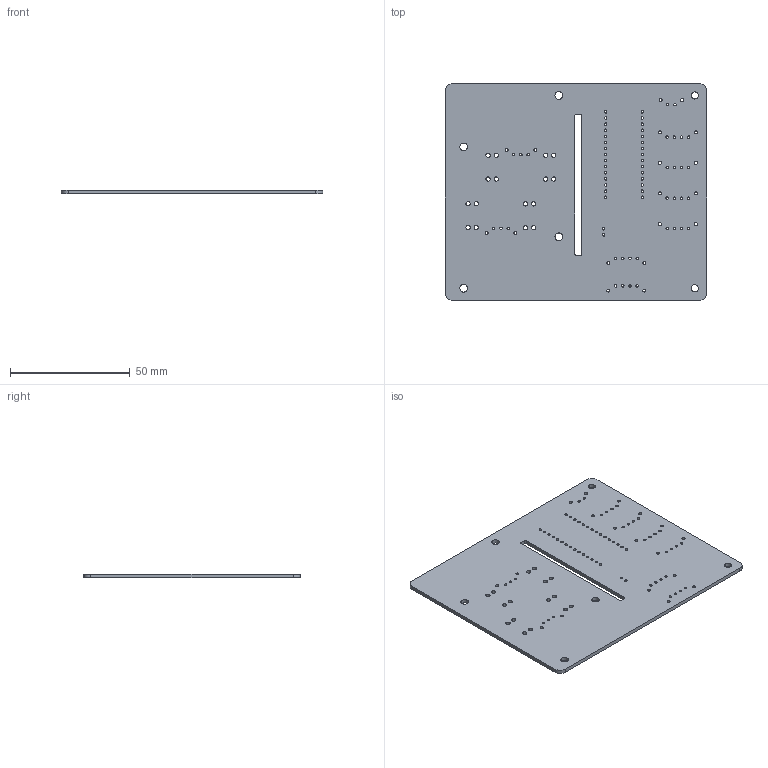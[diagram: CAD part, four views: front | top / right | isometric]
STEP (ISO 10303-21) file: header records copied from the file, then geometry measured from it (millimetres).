
FILE_DESCRIPTION (( 'STEP AP214' ), '1' );
FILE_NAME ('ActivePrechargeAsm.STEP', '2025-02-22T17:01:17', ( '' ), ( '' ), 'SwSTEP 2.0', 'SolidWorks 2024', '' );
FILE_SCHEMA (( 'AUTOMOTIVE_DESIGN' ));
Length unit declared in the file: millimetre
Products named in the file (3): ActivePrechargeAsm; ActivePrecharge.step; ActivePrecharge_PCB.step
Assembly tree (2 placements, depth 3):
  ActivePrechargeAsm
    ActivePrecharge.step
      ActivePrecharge_PCB.step
Bounding box: 109 x 90.25 x 1.6 mm (x, y, z)
Volume: 15189 mm3; surface area: 20492.9 mm2
Topology: 1 solids, 1 shells, 226 faces, 672 edges, 448 vertices
Faces by surface type: cylinder 216, plane 10
Entity records: 8349 total; most frequent: DIRECTION 1568, CARTESIAN_POINT 1352, ORIENTED_EDGE 1344, EDGE_CURVE 672, AXIS2_PLACEMENT_3D 664, VERTEX_POINT 448, EDGE_LOOP 436, CIRCLE 432
